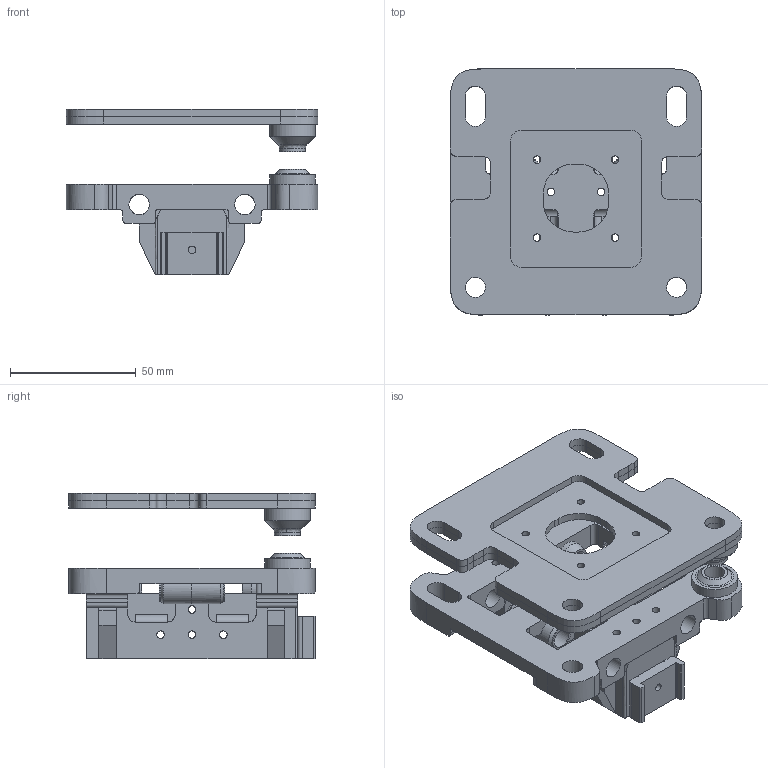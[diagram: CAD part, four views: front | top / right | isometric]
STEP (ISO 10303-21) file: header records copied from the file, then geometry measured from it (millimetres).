
FILE_DESCRIPTION(/* description */ (''),/* implementation_level */ '2;1');
FILE_NAME(/* name */ 'carrige_assembly_t12_w50',/* time_stamp */ '2026-01-15T19:17:32+03:00',/* author */ (''),/* organization */ (''),/* preprocessor_version */ 'ST-DEVELOPER v16.5',/* originating_system */ 'Rhino 7.23',/* authorisation */ '');
FILE_SCHEMA (('CONFIG_CONTROL_DESIGN'));
Length unit declared in the file: millimetre
Products named in the file (1): Document
Bounding box: 100 x 97.93 x 66 mm (x, y, z)
Volume: 146253.8 mm3; surface area: 81898.3 mm2
Topology: 12 solids, 12 shells, 547 faces, 1545 edges, 1004 vertices
Faces by surface type: plane 269, bspline 153, cylinder 125
Full cylindrical faces by diameter (mm): 3 x29, 3.15 x4, 8 x4, 8.15 x6, 8.2 x6, 8.221 x1, 10 x4, 10.366 x2, 12 x5, 18.111 x2
Entity records: 19895 total; most frequent: CARTESIAN_POINT 9926, ORIENTED_EDGE 3106, EDGE_CURVE 1553, B_SPLINE_CURVE_WITH_KNOTS 1039, VERTEX_POINT 1012, EDGE_LOOP 657, ADVANCED_FACE 547, FACE_OUTER_BOUND 547
